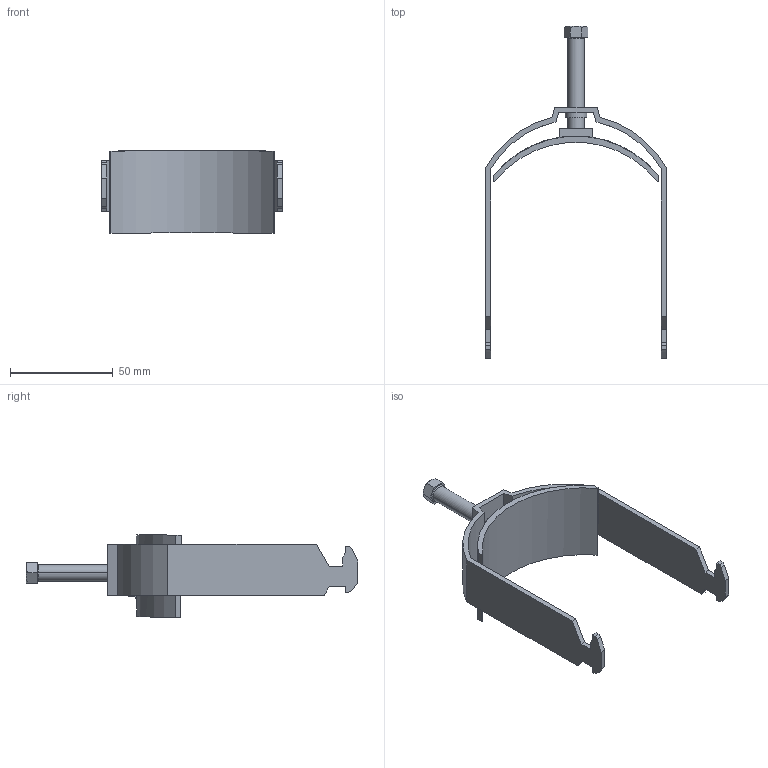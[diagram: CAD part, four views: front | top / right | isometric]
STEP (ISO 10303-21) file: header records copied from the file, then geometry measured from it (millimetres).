
FILE_DESCRIPTION (( 'STEP AP214' ), '1' );
FILE_NAME ('1186282.STEP', '2023-09-05T13:48:22', ( '' ), ( '' ), 'SwSTEP 2.0', 'SolidWorks 2022', '' );
FILE_SCHEMA (( 'AUTOMOTIVE_DESIGN' ));
Length unit declared in the file: millimetre
Products named in the file (5): EB101-00-04_Standard; EB104-14-02_Standard; 157103_1Fach; 1186282; 142313_Druckschraube - M8 x 45
Assembly tree (4 placements, depth 2):
  1186282
    157103_1Fach
    142313_Druckschraube - M8 x 45
    EB101-00-04_Standard
    EB104-14-02_Standard
Bounding box: 88 x 161.75 x 40.12 mm (x, y, z)
Volume: 30795.1 mm3; surface area: 26565 mm2
Topology: 4 solids, 4 shells, 274 faces, 705 edges, 462 vertices
Faces by surface type: plane 171, bspline 51, cylinder 36, cone 12, torus 4
Entity records: 11359 total; most frequent: CARTESIAN_POINT 4317, ORIENTED_EDGE 1402, DIRECTION 1147, EDGE_CURVE 701, VECTOR 467, LINE 467, VERTEX_POINT 462, AXIS2_PLACEMENT_3D 340
